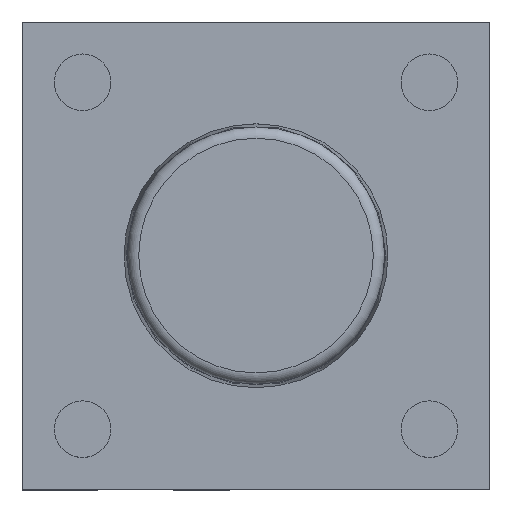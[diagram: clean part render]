
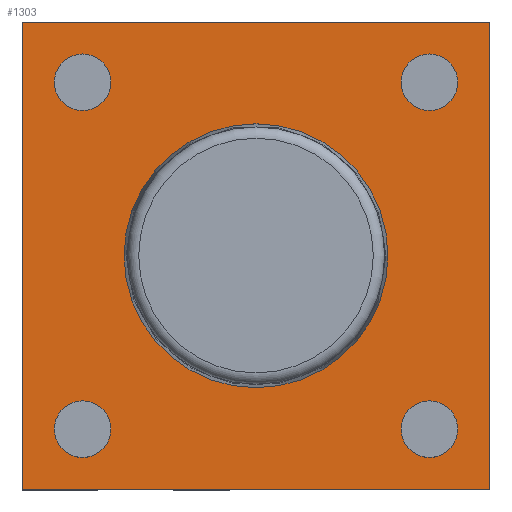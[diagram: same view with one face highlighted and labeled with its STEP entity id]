
A CAD part, top view. The second image highlights one B-rep face of the part: STEP entity #1303.
In plain terms, the highlighted planar face has unit normal (0, 0, 1).
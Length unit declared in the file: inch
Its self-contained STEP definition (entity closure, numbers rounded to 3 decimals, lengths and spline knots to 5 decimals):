
#1202=CARTESIAN_POINT('',(0.0689,0.,0.06929));
#1203=VERTEX_POINT('',#1202);
#1204=CARTESIAN_POINT('',(0.0,0.0,0.06929));
#1205=DIRECTION('',(0.0,0.0,-1.0));
#1206=DIRECTION('',(-1.0,0.0,0.0));
#1207=AXIS2_PLACEMENT_3D('',#1204,#1205,#1206);
#1208=CIRCLE('',#1207,0.0689);
#1209=EDGE_CURVE('',#1203,#1203,#1208,.T.);
#1217=CARTESIAN_POINT('',(-0.13425,-0.13425,0.06929));
#1218=DIRECTION('',(0.0,0.0,1.0));
#1219=DIRECTION('',(1.0,0.0,0.0));
#1220=AXIS2_PLACEMENT_3D('',#1217,#1218,#1219);
#1221=PLANE('',#1220);
#1222=CARTESIAN_POINT('',(0.12205,0.12205,0.06929));
#1223=VERTEX_POINT('',#1222);
#1224=CARTESIAN_POINT('',(0.12205,-0.12205,0.06929));
#1225=VERTEX_POINT('',#1224);
#1226=CARTESIAN_POINT('',(0.12205,0.12205,0.06929));
#1227=DIRECTION('',(0.0,-1.0,0.0));
#1228=VECTOR('',#1227,0.24409);
#1229=LINE('',#1226,#1228);
#1230=EDGE_CURVE('',#1223,#1225,#1229,.T.);
#1231=ORIENTED_EDGE('',*,*,#1230,.F.);
#1232=CARTESIAN_POINT('',(-0.12205,0.12205,0.06929));
#1233=VERTEX_POINT('',#1232);
#1234=CARTESIAN_POINT('',(-0.12205,0.12205,0.06929));
#1235=DIRECTION('',(1.0,0.0,0.0));
#1236=VECTOR('',#1235,0.24409);
#1237=LINE('',#1234,#1236);
#1238=EDGE_CURVE('',#1233,#1223,#1237,.T.);
#1239=ORIENTED_EDGE('',*,*,#1238,.F.);
#1240=CARTESIAN_POINT('',(-0.12205,-0.12205,0.06929));
#1241=VERTEX_POINT('',#1240);
#1242=CARTESIAN_POINT('',(-0.12205,-0.12205,0.06929));
#1243=DIRECTION('',(0.0,1.0,0.0));
#1244=VECTOR('',#1243,0.24409);
#1245=LINE('',#1242,#1244);
#1246=EDGE_CURVE('',#1241,#1233,#1245,.T.);
#1247=ORIENTED_EDGE('',*,*,#1246,.F.);
#1248=CARTESIAN_POINT('',(0.12205,-0.12205,0.06929));
#1249=DIRECTION('',(-1.0,0.0,0.0));
#1250=VECTOR('',#1249,0.24409);
#1251=LINE('',#1248,#1250);
#1252=EDGE_CURVE('',#1225,#1241,#1251,.T.);
#1253=ORIENTED_EDGE('',*,*,#1252,.F.);
#1254=EDGE_LOOP('',(#1231,#1239,#1247,#1253));
#1255=FACE_OUTER_BOUND('',#1254,.T.);
#1256=ORIENTED_EDGE('',*,*,#1209,.T.);
#1257=EDGE_LOOP('',(#1256));
#1258=FACE_BOUND('',#1257,.T.);
#1259=CARTESIAN_POINT('',(0.10531,-0.09055,0.06929));
#1260=VERTEX_POINT('',#1259);
#1261=CARTESIAN_POINT('',(0.09055,-0.09055,0.06929));
#1262=DIRECTION('',(0.0,0.0,1.0));
#1263=DIRECTION('',(-1.0,0.0,0.0));
#1264=AXIS2_PLACEMENT_3D('',#1261,#1262,#1263);
#1265=CIRCLE('',#1264,0.01476);
#1266=EDGE_CURVE('',#1260,#1260,#1265,.T.);
#1267=ORIENTED_EDGE('',*,*,#1266,.F.);
#1268=EDGE_LOOP('',(#1267));
#1269=FACE_BOUND('',#1268,.T.);
#1270=CARTESIAN_POINT('',(-0.07579,-0.09055,0.06929));
#1271=VERTEX_POINT('',#1270);
#1272=CARTESIAN_POINT('',(-0.09055,-0.09055,0.06929));
#1273=DIRECTION('',(0.0,0.0,1.0));
#1274=DIRECTION('',(-1.0,0.0,0.0));
#1275=AXIS2_PLACEMENT_3D('',#1272,#1273,#1274);
#1276=CIRCLE('',#1275,0.01476);
#1277=EDGE_CURVE('',#1271,#1271,#1276,.T.);
#1278=ORIENTED_EDGE('',*,*,#1277,.F.);
#1279=EDGE_LOOP('',(#1278));
#1280=FACE_BOUND('',#1279,.T.);
#1281=CARTESIAN_POINT('',(0.10531,0.09055,0.06929));
#1282=VERTEX_POINT('',#1281);
#1283=CARTESIAN_POINT('',(0.09055,0.09055,0.06929));
#1284=DIRECTION('',(0.0,0.0,1.0));
#1285=DIRECTION('',(-1.0,0.0,0.0));
#1286=AXIS2_PLACEMENT_3D('',#1283,#1284,#1285);
#1287=CIRCLE('',#1286,0.01476);
#1288=EDGE_CURVE('',#1282,#1282,#1287,.T.);
#1289=ORIENTED_EDGE('',*,*,#1288,.F.);
#1290=EDGE_LOOP('',(#1289));
#1291=FACE_BOUND('',#1290,.T.);
#1292=CARTESIAN_POINT('',(-0.07579,0.09055,0.06929));
#1293=VERTEX_POINT('',#1292);
#1294=CARTESIAN_POINT('',(-0.09055,0.09055,0.06929));
#1295=DIRECTION('',(0.0,0.0,1.0));
#1296=DIRECTION('',(-1.0,0.0,0.0));
#1297=AXIS2_PLACEMENT_3D('',#1294,#1295,#1296);
#1298=CIRCLE('',#1297,0.01476);
#1299=EDGE_CURVE('',#1293,#1293,#1298,.T.);
#1300=ORIENTED_EDGE('',*,*,#1299,.F.);
#1301=EDGE_LOOP('',(#1300));
#1302=FACE_BOUND('',#1301,.T.);
#1303=ADVANCED_FACE('',(#1255,#1258,#1269,#1280,#1291,#1302),#1221,.T.);
